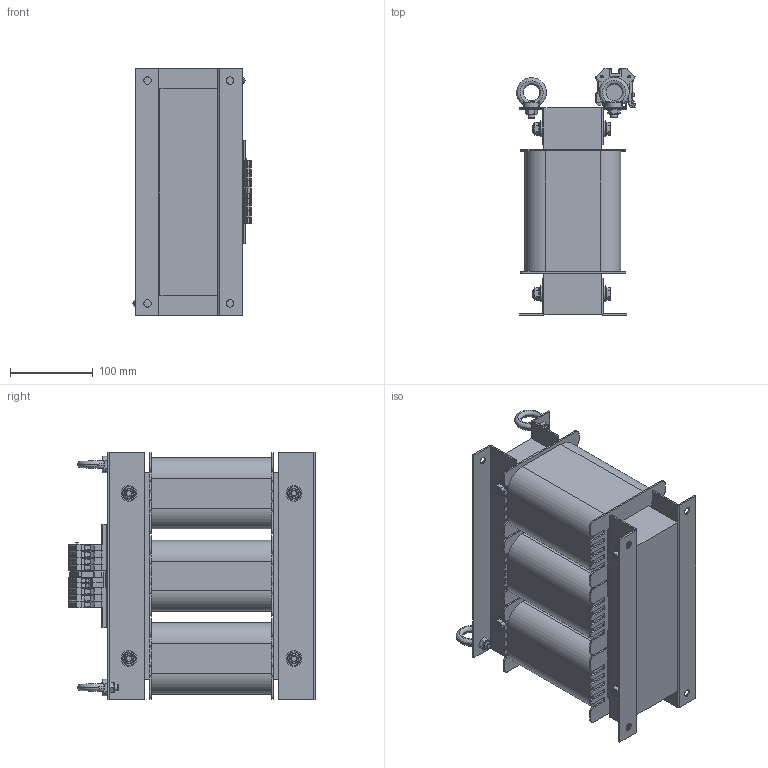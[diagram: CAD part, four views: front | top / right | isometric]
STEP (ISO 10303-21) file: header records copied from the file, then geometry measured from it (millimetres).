
FILE_DESCRIPTION(/* description */ (''),/* implementation_level */ '2;1');
FILE_NAME(/* name */ 'YD802305440.stp',/* time_stamp */ '2024-02-05T11:20:38+01:00',/* author */ ('velazquez'),/* organization */ (''),/* preprocessor_version */ 'ST-DEVELOPER v19.2',/* originating_system */ 'Autodesk Inventor 2023',/* authorisation */ '');
FILE_SCHEMA (('AUTOMOTIVE_DESIGN { 1 0 10303 214 3 1 1 }'));
Length unit declared in the file: millimetre
Products named in the file (15): YD802305400; 3UI150 250 x 250 - 70 (Rc50); UI 150_70; RC50 NT050; centrador M8; DIN 125 - A 8,4; DIN 933 - M8  x 90; DIN 580 - M8; DIN 934 - M8; USO MED FICHA 6 TRIF; carril 5 agujeros; FICHA 10 AM_VE; FICHA 4 BEIS; FICHA 6; FICHA 6 AZUL
Assembly tree (48 placements, depth 3):
  YD802305400
    3UI150 250 x 250 - 70 (Rc50)
    UI 150_70  x3
    RC50 NT050  x4
    centrador M8  x8
    DIN 125 - A 8,4  x8
    DIN 933 - M8  x 90  x4
    DIN 934 - M8  x6
    DIN 580 - M8  x2
    USO MED FICHA 6 TRIF
      carril 5 agujeros
      FICHA 6  x6
      FICHA 10 AM_VE
      FICHA 4 BEIS  x2
      FICHA 6 AZUL
Bounding box: 143.6 x 299.05 x 300 mm (x, y, z)
Volume: 6322503.5 mm3; surface area: 860278.8 mm2
Topology: 47 solids, 47 shells, 3625 faces, 9807 edges, 6365 vertices
Faces by surface type: plane 2514, cylinder 893, cone 140, torus 52, sphere 18, bspline 8
Full cylindrical faces by diameter (mm): 2.4 x20, 2.5 x20, 2.75 x20, 2.95 x18, 4.3 x4, 5.7 x2, 6.3 x14, 6.647 x6, 7 x2, 7.323 x4, 8 x14, 8.4 x8, 9 x8, 9.6 x8, 10.5 x8, 11 x6, 11.4 x4, 16 x8, 19 x8
Entity records: 46548 total; most frequent: CARTESIAN_POINT 8293, ORIENTED_EDGE 7638, DIRECTION 7529, EDGE_CURVE 3819, LINE 2937, VECTOR 2937, VERTEX_POINT 2491, AXIS2_PLACEMENT_3D 2296
